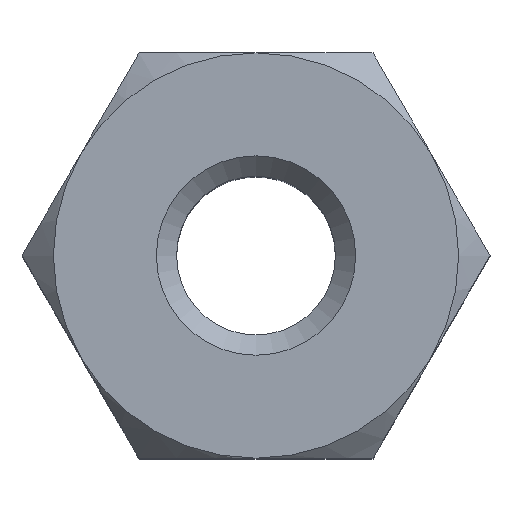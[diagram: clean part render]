
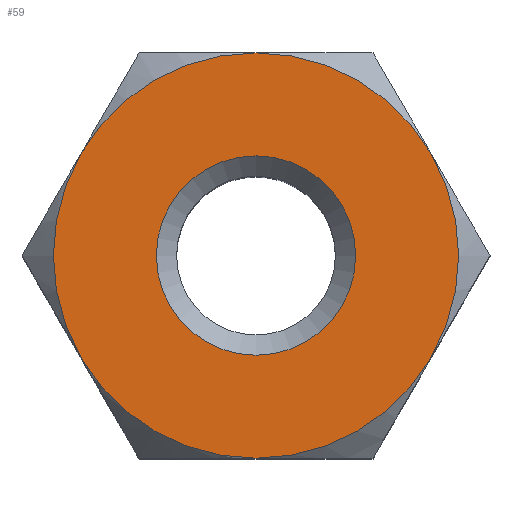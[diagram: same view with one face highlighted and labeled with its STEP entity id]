
A CAD part, top view. The second image highlights one B-rep face of the part: STEP entity #59.
In plain terms, the highlighted planar face has unit normal (0, 0, 1).
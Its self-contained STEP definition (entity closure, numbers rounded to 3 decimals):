
#59 = ADVANCED_FACE( '', ( #128, #129 ), #130, .T. );
#128 = FACE_BOUND( '', #209, .T. );
#129 = FACE_OUTER_BOUND( '', #210, .T. );
#130 = PLANE( '', #211 );
#209 = EDGE_LOOP( '', ( #317 ) );
#210 = EDGE_LOOP( '', ( #318, #319, #320, #321, #322, #323 ) );
#211 = AXIS2_PLACEMENT_3D( '', #324, #325, #326 );
#317 = ORIENTED_EDGE( '', *, *, #479, .T. );
#318 = ORIENTED_EDGE( '', *, *, #480, .F. );
#319 = ORIENTED_EDGE( '', *, *, #481, .F. );
#320 = ORIENTED_EDGE( '', *, *, #464, .F. );
#321 = ORIENTED_EDGE( '', *, *, #460, .T. );
#322 = ORIENTED_EDGE( '', *, *, #482, .F. );
#323 = ORIENTED_EDGE( '', *, *, #483, .F. );
#324 = CARTESIAN_POINT( '', ( 0., 0., 2.5 ) );
#325 = DIRECTION( '', ( 0., 0., 1. ) );
#326 = DIRECTION( '', ( 1., 0., 0. ) );
#460 = EDGE_CURVE( '', #536, #537, #538, .T. );
#464 = EDGE_CURVE( '', #536, #524, #543, .F. );
#479 = EDGE_CURVE( '', #567, #567, #568, .T. );
#480 = EDGE_CURVE( '', #559, #569, #570, .F. );
#481 = EDGE_CURVE( '', #524, #559, #571, .F. );
#482 = EDGE_CURVE( '', #551, #537, #572, .F. );
#483 = EDGE_CURVE( '', #569, #551, #573, .F. );
#524 = VERTEX_POINT( '', #629 );
#536 = VERTEX_POINT( '', #666 );
#537 = VERTEX_POINT( '', #667 );
#538 = CIRCLE( '', #668, 2. );
#543 = CIRCLE( '', #683, 2. );
#551 = VERTEX_POINT( '', #704 );
#559 = VERTEX_POINT( '', #730 );
#567 = VERTEX_POINT( '', #756 );
#568 = CIRCLE( '', #757, 0.984 );
#569 = VERTEX_POINT( '', #758 );
#570 = CIRCLE( '', #759, 2. );
#571 = CIRCLE( '', #760, 2. );
#572 = CIRCLE( '', #761, 2. );
#573 = CIRCLE( '', #762, 2. );
#629 = CARTESIAN_POINT( '', ( 1.732, 1., 2.5 ) );
#666 = CARTESIAN_POINT( '', ( 0., 2., 2.5 ) );
#667 = CARTESIAN_POINT( '', ( -1.732, 1., 2.5 ) );
#668 = AXIS2_PLACEMENT_3D( '', #859, #860, #861 );
#683 = AXIS2_PLACEMENT_3D( '', #862, #863, #864 );
#704 = CARTESIAN_POINT( '', ( -1.732, -1., 2.5 ) );
#730 = CARTESIAN_POINT( '', ( 1.732, -1., 2.5 ) );
#756 = CARTESIAN_POINT( '', ( 0., 0.984, 2.5 ) );
#757 = AXIS2_PLACEMENT_3D( '', #868, #869, #870 );
#758 = CARTESIAN_POINT( '', ( 0., -2., 2.5 ) );
#759 = AXIS2_PLACEMENT_3D( '', #871, #872, #873 );
#760 = AXIS2_PLACEMENT_3D( '', #874, #875, #876 );
#761 = AXIS2_PLACEMENT_3D( '', #877, #878, #879 );
#762 = AXIS2_PLACEMENT_3D( '', #880, #881, #882 );
#859 = CARTESIAN_POINT( '', ( 0., 0., 2.5 ) );
#860 = DIRECTION( '', ( 0., 0., 1. ) );
#861 = DIRECTION( '', ( 1., 0., 0. ) );
#862 = CARTESIAN_POINT( '', ( 0., 0., 2.5 ) );
#863 = DIRECTION( '', ( 0., 0., 1. ) );
#864 = DIRECTION( '', ( 1., 0., 0. ) );
#868 = CARTESIAN_POINT( '', ( 0., 0., 2.5 ) );
#869 = DIRECTION( '', ( 0., 0., -1. ) );
#870 = DIRECTION( '', ( 0., 1., 0. ) );
#871 = CARTESIAN_POINT( '', ( 0., 0., 2.5 ) );
#872 = DIRECTION( '', ( 0., 0., 1. ) );
#873 = DIRECTION( '', ( 1., 0., 0. ) );
#874 = CARTESIAN_POINT( '', ( 0., 0., 2.5 ) );
#875 = DIRECTION( '', ( 0., 0., 1. ) );
#876 = DIRECTION( '', ( 1., 0., 0. ) );
#877 = CARTESIAN_POINT( '', ( 0., 0., 2.5 ) );
#878 = DIRECTION( '', ( 0., 0., 1. ) );
#879 = DIRECTION( '', ( 1., 0., 0. ) );
#880 = CARTESIAN_POINT( '', ( 0., 0., 2.5 ) );
#881 = DIRECTION( '', ( 0., 0., 1. ) );
#882 = DIRECTION( '', ( 1., 0., 0. ) );
